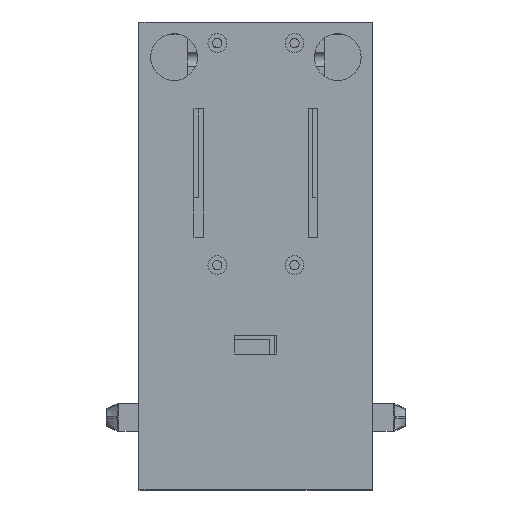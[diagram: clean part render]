
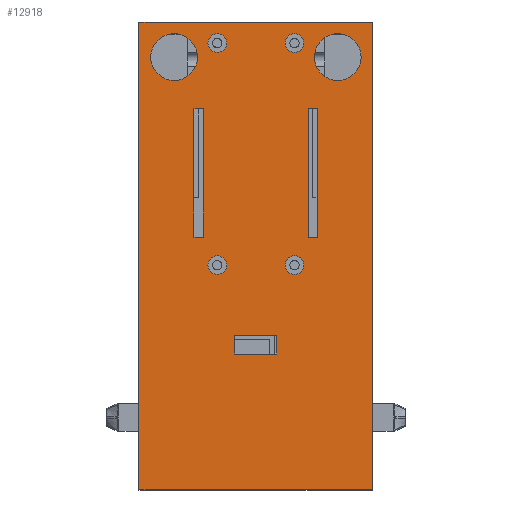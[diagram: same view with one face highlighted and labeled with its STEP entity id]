
A CAD part, top view. The second image highlights one B-rep face of the part: STEP entity #12918.
In plain terms, the highlighted planar face has unit normal (0, 0, 1).
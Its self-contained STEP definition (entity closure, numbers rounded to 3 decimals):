
#302=FACE_BOUND('',#2018,.T.);
#303=FACE_BOUND('',#2019,.T.);
#304=FACE_BOUND('',#2020,.T.);
#305=FACE_BOUND('',#2021,.T.);
#306=FACE_BOUND('',#2022,.T.);
#307=FACE_BOUND('',#2023,.T.);
#308=FACE_BOUND('',#2024,.T.);
#309=FACE_BOUND('',#2025,.T.);
#310=FACE_BOUND('',#2026,.T.);
#666=PLANE('',#13836);
#1273=FACE_OUTER_BOUND('',#2017,.T.);
#2017=EDGE_LOOP('',(#10298,#10299,#10300,#10301));
#2018=EDGE_LOOP('',(#10302,#10303,#10304,#10305));
#2019=EDGE_LOOP('',(#10306,#10307,#10308,#10309));
#2020=EDGE_LOOP('',(#10310));
#2021=EDGE_LOOP('',(#10311));
#2022=EDGE_LOOP('',(#10312));
#2023=EDGE_LOOP('',(#10313));
#2024=EDGE_LOOP('',(#10314));
#2025=EDGE_LOOP('',(#10315));
#2026=EDGE_LOOP('',(#10316,#10317,#10318,#10319));
#2994=LINE('',#30888,#4354);
#2996=LINE('',#30892,#4356);
#2998=LINE('',#30896,#4358);
#3000=LINE('',#30899,#4360);
#3008=LINE('',#30928,#4368);
#3010=LINE('',#30932,#4370);
#3012=LINE('',#30936,#4372);
#3014=LINE('',#30939,#4374);
#3016=LINE('',#30944,#4376);
#3018=LINE('',#30948,#4378);
#3020=LINE('',#30952,#4380);
#3022=LINE('',#30955,#4382);
#3023=LINE('',#30959,#4383);
#3024=LINE('',#30961,#4384);
#3025=LINE('',#30963,#4385);
#3026=LINE('',#30964,#4386);
#4354=VECTOR('',#15670,10.);
#4356=VECTOR('',#15674,10.);
#4358=VECTOR('',#15678,10.);
#4360=VECTOR('',#15682,10.);
#4368=VECTOR('',#15716,10.);
#4370=VECTOR('',#15720,10.);
#4372=VECTOR('',#15724,10.);
#4374=VECTOR('',#15728,10.);
#4376=VECTOR('',#15732,10.);
#4378=VECTOR('',#15736,10.);
#4380=VECTOR('',#15740,10.);
#4382=VECTOR('',#15744,10.);
#4383=VECTOR('',#15747,10.);
#4384=VECTOR('',#15748,10.);
#4385=VECTOR('',#15749,10.);
#4386=VECTOR('',#15750,10.);
#5446=CIRCLE('',#13817,2.);
#5447=CIRCLE('',#13819,10.);
#5448=CIRCLE('',#13821,2.);
#5449=CIRCLE('',#13823,2.);
#5450=CIRCLE('',#13825,10.);
#5451=CIRCLE('',#13827,2.);
#6051=VERTEX_POINT('',#30885);
#6052=VERTEX_POINT('',#30887);
#6053=VERTEX_POINT('',#30891);
#6054=VERTEX_POINT('',#30895);
#6055=VERTEX_POINT('',#30901);
#6056=VERTEX_POINT('',#30905);
#6057=VERTEX_POINT('',#30909);
#6058=VERTEX_POINT('',#30913);
#6059=VERTEX_POINT('',#30917);
#6060=VERTEX_POINT('',#30921);
#6061=VERTEX_POINT('',#30925);
#6062=VERTEX_POINT('',#30927);
#6063=VERTEX_POINT('',#30931);
#6064=VERTEX_POINT('',#30935);
#6065=VERTEX_POINT('',#30941);
#6066=VERTEX_POINT('',#30943);
#6067=VERTEX_POINT('',#30947);
#6068=VERTEX_POINT('',#30951);
#6069=VERTEX_POINT('',#30957);
#6070=VERTEX_POINT('',#30958);
#6071=VERTEX_POINT('',#30960);
#6072=VERTEX_POINT('',#30962);
#7539=EDGE_CURVE('',#6052,#6051,#2994,.T.);
#7541=EDGE_CURVE('',#6053,#6052,#2996,.T.);
#7543=EDGE_CURVE('',#6054,#6053,#2998,.T.);
#7545=EDGE_CURVE('',#6051,#6054,#3000,.T.);
#7546=EDGE_CURVE('',#6055,#6055,#5446,.T.);
#7548=EDGE_CURVE('',#6056,#6056,#5447,.T.);
#7550=EDGE_CURVE('',#6057,#6057,#5448,.T.);
#7552=EDGE_CURVE('',#6058,#6058,#5449,.T.);
#7554=EDGE_CURVE('',#6059,#6059,#5450,.T.);
#7556=EDGE_CURVE('',#6060,#6060,#5451,.T.);
#7559=EDGE_CURVE('',#6062,#6061,#3008,.T.);
#7561=EDGE_CURVE('',#6063,#6062,#3010,.T.);
#7563=EDGE_CURVE('',#6064,#6063,#3012,.T.);
#7565=EDGE_CURVE('',#6061,#6064,#3014,.T.);
#7567=EDGE_CURVE('',#6066,#6065,#3016,.T.);
#7569=EDGE_CURVE('',#6067,#6066,#3018,.T.);
#7571=EDGE_CURVE('',#6068,#6067,#3020,.T.);
#7573=EDGE_CURVE('',#6065,#6068,#3022,.T.);
#7574=EDGE_CURVE('',#6069,#6070,#3023,.T.);
#7575=EDGE_CURVE('',#6070,#6071,#3024,.T.);
#7576=EDGE_CURVE('',#6071,#6072,#3025,.T.);
#7577=EDGE_CURVE('',#6072,#6069,#3026,.T.);
#10298=ORIENTED_EDGE('',*,*,#7574,.T.);
#10299=ORIENTED_EDGE('',*,*,#7575,.T.);
#10300=ORIENTED_EDGE('',*,*,#7576,.T.);
#10301=ORIENTED_EDGE('',*,*,#7577,.T.);
#10302=ORIENTED_EDGE('',*,*,#7573,.T.);
#10303=ORIENTED_EDGE('',*,*,#7571,.T.);
#10304=ORIENTED_EDGE('',*,*,#7569,.T.);
#10305=ORIENTED_EDGE('',*,*,#7567,.T.);
#10306=ORIENTED_EDGE('',*,*,#7565,.T.);
#10307=ORIENTED_EDGE('',*,*,#7563,.T.);
#10308=ORIENTED_EDGE('',*,*,#7561,.T.);
#10309=ORIENTED_EDGE('',*,*,#7559,.T.);
#10310=ORIENTED_EDGE('',*,*,#7556,.T.);
#10311=ORIENTED_EDGE('',*,*,#7554,.T.);
#10312=ORIENTED_EDGE('',*,*,#7552,.T.);
#10313=ORIENTED_EDGE('',*,*,#7550,.T.);
#10314=ORIENTED_EDGE('',*,*,#7548,.T.);
#10315=ORIENTED_EDGE('',*,*,#7546,.T.);
#10316=ORIENTED_EDGE('',*,*,#7545,.T.);
#10317=ORIENTED_EDGE('',*,*,#7543,.T.);
#10318=ORIENTED_EDGE('',*,*,#7541,.T.);
#10319=ORIENTED_EDGE('',*,*,#7539,.T.);
#12918=ADVANCED_FACE('',(#1273,#302,#303,#304,#305,#306,#307,#308,#309,
#310),#666,.T.);
#13817=AXIS2_PLACEMENT_3D('',#30902,#15685,#15686);
#13819=AXIS2_PLACEMENT_3D('',#30906,#15690,#15691);
#13821=AXIS2_PLACEMENT_3D('',#30910,#15695,#15696);
#13823=AXIS2_PLACEMENT_3D('',#30914,#15700,#15701);
#13825=AXIS2_PLACEMENT_3D('',#30918,#15705,#15706);
#13827=AXIS2_PLACEMENT_3D('',#30922,#15710,#15711);
#13836=AXIS2_PLACEMENT_3D('',#30956,#15745,#15746);
#15670=DIRECTION('',(1.,0.,0.));
#15674=DIRECTION('',(0.,1.,0.));
#15678=DIRECTION('',(-1.,0.,0.));
#15682=DIRECTION('',(0.,-1.,0.));
#15685=DIRECTION('center_axis',(0.,0.,-1.));
#15686=DIRECTION('ref_axis',(-1.,0.,0.));
#15690=DIRECTION('center_axis',(0.,0.,-1.));
#15691=DIRECTION('ref_axis',(-1.,0.,0.));
#15695=DIRECTION('center_axis',(0.,0.,-1.));
#15696=DIRECTION('ref_axis',(-1.,0.,0.));
#15700=DIRECTION('center_axis',(0.,0.,-1.));
#15701=DIRECTION('ref_axis',(-1.,0.,0.));
#15705=DIRECTION('center_axis',(0.,0.,-1.));
#15706=DIRECTION('ref_axis',(-1.,0.,0.));
#15710=DIRECTION('center_axis',(0.,0.,-1.));
#15711=DIRECTION('ref_axis',(-1.,0.,0.));
#15716=DIRECTION('',(0.,-1.,0.));
#15720=DIRECTION('',(1.,0.,0.));
#15724=DIRECTION('',(0.,1.,0.));
#15728=DIRECTION('',(-1.,0.,0.));
#15732=DIRECTION('',(0.,-1.,0.));
#15736=DIRECTION('',(1.,0.,0.));
#15740=DIRECTION('',(0.,1.,0.));
#15744=DIRECTION('',(-1.,0.,0.));
#15745=DIRECTION('center_axis',(0.,0.,1.));
#15746=DIRECTION('ref_axis',(-1.,0.,0.));
#15747=DIRECTION('',(0.,-1.,0.));
#15748=DIRECTION('',(1.,0.,0.));
#15749=DIRECTION('',(0.,1.,0.));
#15750=DIRECTION('',(-1.,0.,0.));
#30885=CARTESIAN_POINT('',(-22.474,63.,87.));
#30887=CARTESIAN_POINT('',(-26.474,63.,87.));
#30888=CARTESIAN_POINT('',(-22.474,63.,87.));
#30891=CARTESIAN_POINT('',(-26.474,8.,87.));
#30892=CARTESIAN_POINT('',(-26.474,63.,87.));
#30895=CARTESIAN_POINT('',(-22.474,8.,87.));
#30896=CARTESIAN_POINT('',(-26.474,8.,87.));
#30899=CARTESIAN_POINT('',(-22.474,8.,87.));
#30901=CARTESIAN_POINT('',(-14.5,-4.,87.));
#30902=CARTESIAN_POINT('Origin',(-16.5,-4.,87.));
#30905=CARTESIAN_POINT('',(45.,85.,87.));
#30906=CARTESIAN_POINT('Origin',(35.,85.,87.));
#30909=CARTESIAN_POINT('',(-14.5,91.,87.));
#30910=CARTESIAN_POINT('Origin',(-16.5,91.,87.));
#30913=CARTESIAN_POINT('',(18.5,91.,87.));
#30914=CARTESIAN_POINT('Origin',(16.5,91.,87.));
#30917=CARTESIAN_POINT('',(-25.,85.,87.));
#30918=CARTESIAN_POINT('Origin',(-35.,85.,87.));
#30921=CARTESIAN_POINT('',(18.5,-4.,87.));
#30922=CARTESIAN_POINT('Origin',(16.5,-4.,87.));
#30925=CARTESIAN_POINT('',(26.474,8.,87.));
#30927=CARTESIAN_POINT('',(26.474,63.,87.));
#30928=CARTESIAN_POINT('',(26.474,63.,87.));
#30931=CARTESIAN_POINT('',(22.474,63.,87.));
#30932=CARTESIAN_POINT('',(22.474,63.,87.));
#30935=CARTESIAN_POINT('',(22.474,8.,87.));
#30936=CARTESIAN_POINT('',(22.474,8.,87.));
#30939=CARTESIAN_POINT('',(26.474,8.,87.));
#30941=CARTESIAN_POINT('',(9.,-42.,87.));
#30943=CARTESIAN_POINT('',(9.,-34.,87.));
#30944=CARTESIAN_POINT('',(9.,-34.,87.));
#30947=CARTESIAN_POINT('',(-9.,-34.,87.));
#30948=CARTESIAN_POINT('',(-9.,-34.,87.));
#30951=CARTESIAN_POINT('',(-9.,-42.,87.));
#30952=CARTESIAN_POINT('',(-9.,-42.,87.));
#30955=CARTESIAN_POINT('',(9.,-42.,87.));
#30956=CARTESIAN_POINT('Origin',(0.,0.,
87.));
#30957=CARTESIAN_POINT('',(-50.,100.,87.));
#30958=CARTESIAN_POINT('',(-50.,-100.,87.));
#30959=CARTESIAN_POINT('',(-50.,100.,87.));
#30960=CARTESIAN_POINT('',(50.,-100.,87.));
#30961=CARTESIAN_POINT('',(-50.,-100.,87.));
#30962=CARTESIAN_POINT('',(50.,100.,87.));
#30963=CARTESIAN_POINT('',(50.,-100.,87.));
#30964=CARTESIAN_POINT('',(50.,100.,87.));
